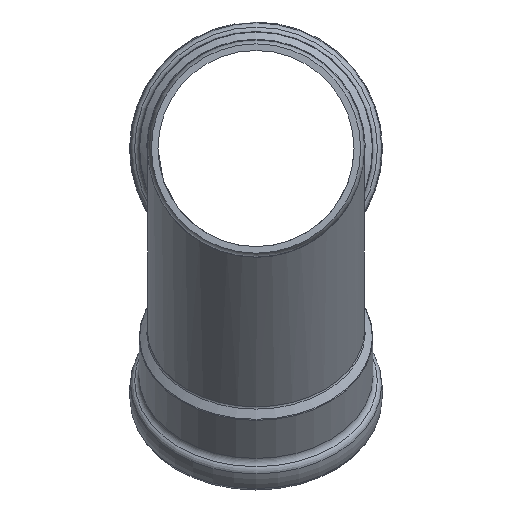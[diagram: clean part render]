
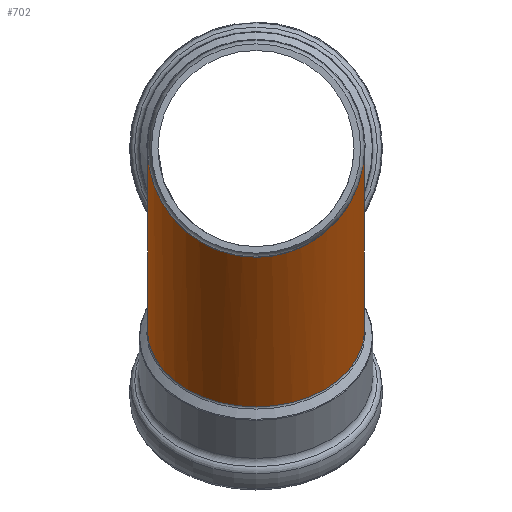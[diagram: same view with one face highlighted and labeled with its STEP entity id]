
A CAD part, front view. The second image highlights one B-rep face of the part: STEP entity #702.
In plain terms, the highlighted cylindrical face has radius 67.45 mm (diameter 134.9 mm), a partial arc.
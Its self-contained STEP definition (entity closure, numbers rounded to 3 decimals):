
#65=ELLIPSE('',#762,178.488,67.45);
#68=ELLIPSE('',#778,178.488,67.45);
#71=ELLIPSE('',#789,73.167,67.45);
#75=CYLINDRICAL_SURFACE('',#790,67.45);
#145=FACE_OUTER_BOUND('',#215,.T.);
#215=EDGE_LOOP('',(#584,#585,#586,#587));
#312=CIRCLE('',#753,67.45);
#365=VERTEX_POINT('',#1216);
#368=VERTEX_POINT('',#1349);
#375=VERTEX_POINT('',#1436);
#376=VERTEX_POINT('',#1438);
#438=EDGE_CURVE('',#365,#368,#312,.T.);
#448=EDGE_CURVE('',#368,#375,#65,.T.);
#458=EDGE_CURVE('',#376,#365,#68,.T.);
#472=EDGE_CURVE('',#375,#376,#71,.T.);
#584=ORIENTED_EDGE('',*,*,#438,.F.);
#585=ORIENTED_EDGE('',*,*,#458,.F.);
#586=ORIENTED_EDGE('',*,*,#472,.F.);
#587=ORIENTED_EDGE('',*,*,#448,.F.);
#702=ADVANCED_FACE('',(#145),#75,.T.);
#753=AXIS2_PLACEMENT_3D('',#1388,#885,#886);
#762=AXIS2_PLACEMENT_3D('',#1491,#903,#904);
#778=AXIS2_PLACEMENT_3D('',#1564,#935,#936);
#789=AXIS2_PLACEMENT_3D('',#2335,#957,#958);
#790=AXIS2_PLACEMENT_3D('',#2336,#959,#960);
#885=DIRECTION('center_axis',(0.,0.707,-0.707));
#886=DIRECTION('ref_axis',(0.,-0.707,-0.707));
#903=DIRECTION('center_axis',(0.,0.387,0.922));
#904=DIRECTION('ref_axis',(0.,0.922,-0.387));
#935=DIRECTION('center_axis',(0.,0.387,0.922));
#936=DIRECTION('ref_axis',(0.,0.922,-0.387));
#957=DIRECTION('center_axis',(0.,-0.926,0.378));
#958=DIRECTION('ref_axis',(0.,-0.378,-0.926));
#959=DIRECTION('center_axis',(0.,-0.707,0.707));
#960=DIRECTION('ref_axis',(0.,-0.707,-0.707));
#1216=CARTESIAN_POINT('',(16.791,269.566,-66.98));
#1349=CARTESIAN_POINT('',(-16.791,269.566,-66.98));
#1388=CARTESIAN_POINT('Origin',(0.,223.373,-113.173));
#1436=CARTESIAN_POINT('',(-67.45,110.2,0.));
#1438=CARTESIAN_POINT('',(67.45,110.2,0.));
#1491=CARTESIAN_POINT('Origin',(0.,110.2,0.));
#1564=CARTESIAN_POINT('Origin',(0.,110.2,0.));
#2335=CARTESIAN_POINT('Origin',(0.,110.2,0.));
#2336=CARTESIAN_POINT('Origin',(0.,167.079,-56.879));
